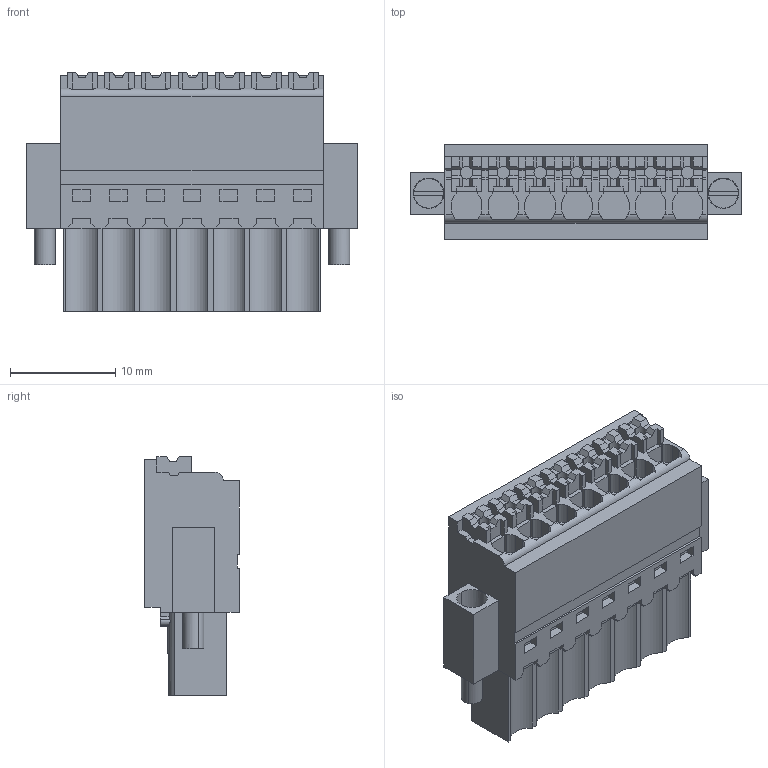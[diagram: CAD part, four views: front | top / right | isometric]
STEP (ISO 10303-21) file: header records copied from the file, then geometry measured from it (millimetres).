
FILE_DESCRIPTION(('CATIA V5R24 STEP','CAx-IF Rec.Pracs.--- Model Styling and Organization---1.2---2011-12-15'),'2;1');
FILE_NAME ('D1462544_0', '2018-01-11T12:22:44+00:00', ('Weidmueller Interface'), ('Weidmueller'), 'CATIA Version 5-6 Release 2014 SP4 HF52', 'CATIA V5 STEP AP214', 'none');
FILE_SCHEMA(('AUTOMOTIVE_DESIGN { 1 0 10303 214 1 1 1 1 }'));
Length unit declared in the file: millimetre
Products named in the file (1): 2459440000
Bounding box: 31.5 x 9 x 22.7 mm (x, y, z)
Volume: 3782.4 mm3; surface area: 3489.2 mm2
Topology: 10 solids, 10 shells, 728 faces, 2160 edges, 1472 vertices
Faces by surface type: plane 637, cylinder 91
Entity records: 23850 total; most frequent: CARTESIAN_POINT 4695, ORIENTED_EDGE 4320, DIRECTION 3004, EDGE_CURVE 2160, VECTOR 1816, LINE 1816, VERTEX_POINT 1472, EDGE_LOOP 766
